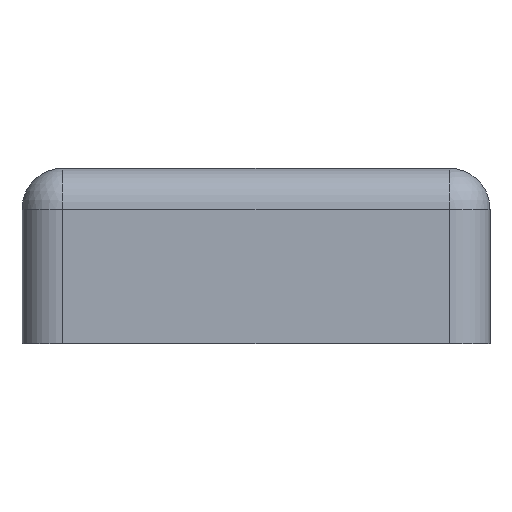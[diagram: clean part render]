
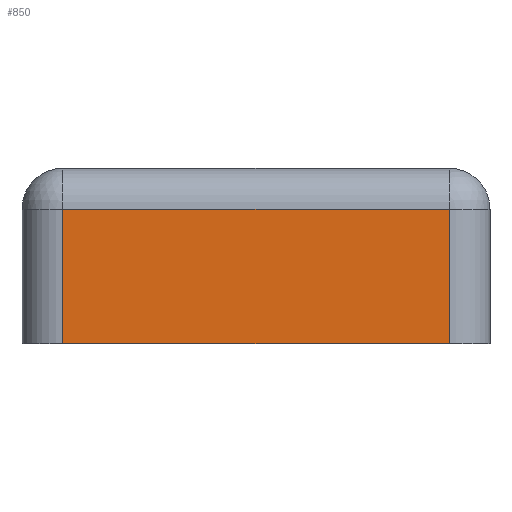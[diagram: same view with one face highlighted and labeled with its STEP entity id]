
A CAD part, front view. The second image highlights one B-rep face of the part: STEP entity #850.
In plain terms, the highlighted planar face has unit normal (0, -1, 0).
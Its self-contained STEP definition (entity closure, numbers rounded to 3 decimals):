
#466=CARTESIAN_POINT('',(189.325,185.62,11.5));
#467=VERTEX_POINT('',#466);
#501=CARTESIAN_POINT('',(156.325,185.62,11.5));
#502=VERTEX_POINT('',#501);
#738=CARTESIAN_POINT('',(156.325,185.62,0.0));
#739=VERTEX_POINT('',#738);
#747=CARTESIAN_POINT('',(156.325,185.62,0.0));
#748=DIRECTION('',(0.0,0.0,1.0));
#749=VECTOR('',#748,11.5);
#750=LINE('',#747,#749);
#751=EDGE_CURVE('',#739,#502,#750,.T.);
#769=CARTESIAN_POINT('',(156.325,185.62,11.5));
#770=DIRECTION('',(1.0,0.0,0.0));
#771=VECTOR('',#770,33.0);
#772=LINE('',#769,#771);
#773=EDGE_CURVE('',#502,#467,#772,.T.);
#790=CARTESIAN_POINT('',(189.325,185.62,0.0));
#791=VERTEX_POINT('',#790);
#808=CARTESIAN_POINT('',(189.325,185.62,11.5));
#809=DIRECTION('',(0.0,0.0,-1.0));
#810=VECTOR('',#809,11.5);
#811=LINE('',#808,#810);
#812=EDGE_CURVE('',#467,#791,#811,.T.);
#834=CARTESIAN_POINT('',(192.825,185.62,0.0));
#835=DIRECTION('',(0.0,-1.0,0.0));
#836=DIRECTION('',(0.0,0.0,-1.0));
#837=AXIS2_PLACEMENT_3D('',#834,#835,#836);
#838=PLANE('',#837);
#839=ORIENTED_EDGE('',*,*,#812,.F.);
#840=ORIENTED_EDGE('',*,*,#773,.F.);
#841=ORIENTED_EDGE('',*,*,#751,.F.);
#842=CARTESIAN_POINT('',(189.325,185.62,0.0));
#843=DIRECTION('',(-1.0,0.0,0.0));
#844=VECTOR('',#843,33.0);
#845=LINE('',#842,#844);
#846=EDGE_CURVE('',#791,#739,#845,.T.);
#847=ORIENTED_EDGE('',*,*,#846,.F.);
#848=EDGE_LOOP('',(#839,#840,#841,#847));
#849=FACE_OUTER_BOUND('',#848,.T.);
#850=ADVANCED_FACE('',(#849),#838,.T.);
